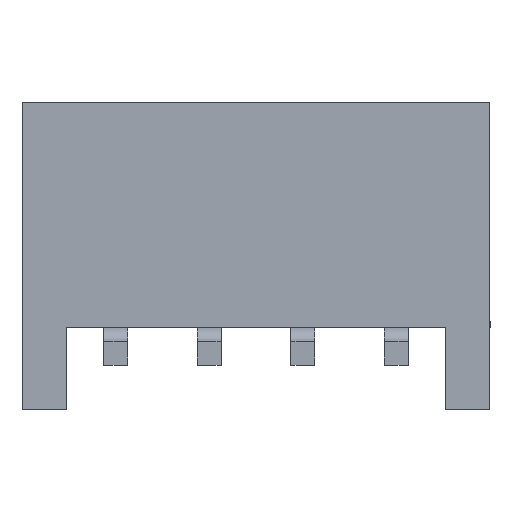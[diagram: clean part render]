
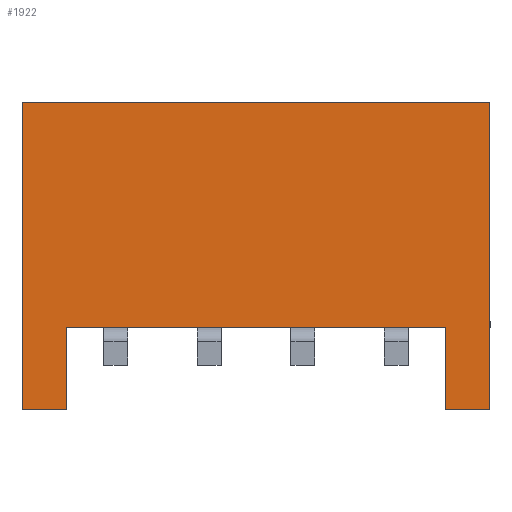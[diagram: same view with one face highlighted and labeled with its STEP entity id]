
A CAD part, front view. The second image highlights one B-rep face of the part: STEP entity #1922.
In plain terms, the highlighted planar face has unit normal (0, -1, 0).
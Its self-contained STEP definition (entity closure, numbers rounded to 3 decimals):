
#96=FACE_OUTER_BOUND('',#206,.T.);
#206=EDGE_LOOP('',(#1487,#1488,#1489,#1490,#1491,#1492,#1493,#1494));
#358=LINE('',#2800,#616);
#374=LINE('',#2831,#632);
#383=LINE('',#2849,#641);
#395=LINE('',#2874,#653);
#405=LINE('',#2893,#663);
#406=LINE('',#2894,#664);
#407=LINE('',#2896,#665);
#408=LINE('',#2897,#666);
#616=VECTOR('',#2262,1000.);
#632=VECTOR('',#2282,1000.);
#641=VECTOR('',#2303,1000.);
#653=VECTOR('',#2325,1000.);
#663=VECTOR('',#2343,1000.);
#664=VECTOR('',#2344,1000.);
#665=VECTOR('',#2345,1000.);
#666=VECTOR('',#2346,1000.);
#849=VERTEX_POINT('',#2797);
#850=VERTEX_POINT('',#2799);
#855=VERTEX_POINT('',#2813);
#863=VERTEX_POINT('',#2829);
#873=VERTEX_POINT('',#2871);
#874=VERTEX_POINT('',#2873);
#879=VERTEX_POINT('',#2892);
#880=VERTEX_POINT('',#2895);
#1056=EDGE_CURVE('',#850,#849,#358,.T.);
#1072=EDGE_CURVE('',#863,#855,#374,.T.);
#1081=EDGE_CURVE('',#855,#849,#383,.T.);
#1093=EDGE_CURVE('',#874,#873,#395,.T.);
#1103=EDGE_CURVE('',#873,#879,#405,.T.);
#1104=EDGE_CURVE('',#879,#850,#406,.T.);
#1105=EDGE_CURVE('',#863,#880,#407,.T.);
#1106=EDGE_CURVE('',#880,#874,#408,.T.);
#1487=ORIENTED_EDGE('',*,*,#1093,.T.);
#1488=ORIENTED_EDGE('',*,*,#1103,.T.);
#1489=ORIENTED_EDGE('',*,*,#1104,.T.);
#1490=ORIENTED_EDGE('',*,*,#1056,.T.);
#1491=ORIENTED_EDGE('',*,*,#1081,.F.);
#1492=ORIENTED_EDGE('',*,*,#1072,.F.);
#1493=ORIENTED_EDGE('',*,*,#1105,.T.);
#1494=ORIENTED_EDGE('',*,*,#1106,.T.);
#1828=PLANE('',#2042);
#1922=ADVANCED_FACE('',(#96),#1828,.F.);
#2042=AXIS2_PLACEMENT_3D('',#2891,#2341,#2342);
#2262=DIRECTION('',(0.,0.,1.));
#2282=DIRECTION('',(0.,0.,1.));
#2303=DIRECTION('',(1.,0.,0.));
#2325=DIRECTION('',(1.,0.,0.));
#2341=DIRECTION('center_axis',(0.,1.,0.));
#2342=DIRECTION('ref_axis',(-1.,0.,0.));
#2343=DIRECTION('',(0.,0.,-1.));
#2344=DIRECTION('',(1.,0.,0.));
#2345=DIRECTION('',(1.,0.,0.));
#2346=DIRECTION('',(0.,0.,1.));
#2797=CARTESIAN_POINT('',(5.75,3.6,4.1));
#2799=CARTESIAN_POINT('',(5.75,3.6,-4.1));
#2800=CARTESIAN_POINT('',(5.75,3.6,-4.1));
#2813=CARTESIAN_POINT('',(-6.75,3.6,4.1));
#2829=CARTESIAN_POINT('',(-6.75,3.6,-4.1));
#2831=CARTESIAN_POINT('',(-6.75,3.6,-4.1));
#2849=CARTESIAN_POINT('',(-6.75,3.6,4.1));
#2871=CARTESIAN_POINT('',(4.55,3.6,-1.9));
#2873=CARTESIAN_POINT('',(-5.55,3.6,-1.9));
#2874=CARTESIAN_POINT('',(4.55,3.6,-1.9));
#2891=CARTESIAN_POINT('Origin',(-6.75,3.6,-4.1));
#2892=CARTESIAN_POINT('',(4.55,3.6,-4.1));
#2893=CARTESIAN_POINT('',(4.55,3.6,-1.9));
#2894=CARTESIAN_POINT('',(-6.75,3.6,-4.1));
#2895=CARTESIAN_POINT('',(-5.55,3.6,-4.1));
#2896=CARTESIAN_POINT('',(-6.75,3.6,-4.1));
#2897=CARTESIAN_POINT('',(-5.55,3.6,-4.1));
